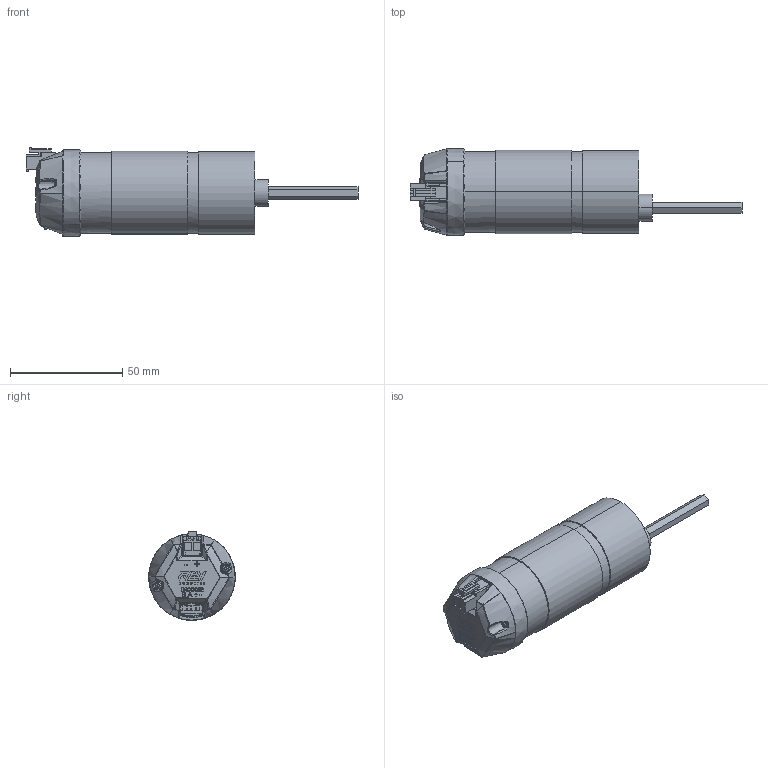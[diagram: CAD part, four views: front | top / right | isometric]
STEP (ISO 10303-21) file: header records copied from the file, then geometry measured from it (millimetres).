
FILE_DESCRIPTION (( 'STEP AP203' ), '1' );
FILE_NAME ('REV-41-1298.STEP', '2018-05-10T02:27:47', ( '' ), ( '' ), 'SwSTEP 2.0', 'SolidWorks 2017', '' );
FILE_SCHEMA (( 'CONFIG_CONTROL_DESIGN' ));
Length unit declared in the file: millimetre
Products named in the file (13): JST-PHR-4; HD Hex PCB assembly; REV-41-1298; HD Hex Encoder Baseplate; magnet; HD Hex PCB; JST-B4B-PH-K-S; pan cross head_am_B18.6.7M - M2 x 0.4 x 2.5 Type I Cross Recessed PHMS --2.5N; HD_hexmotor; 90190A051_PAN HEAD PHILLIPS SCREW FOR SHEET METAL_90190A051; HD Hex Encoder Case Top; JST-VHR-2N; JST-B2P-VH
Assembly tree (15 placements, depth 3):
  REV-41-1298
    HD Hex Encoder Baseplate
    HD Hex PCB assembly
      HD Hex PCB
      JST-B2P-VH
      JST-B4B-PH-K-S
      JST-VHR-2N
      JST-PHR-4
    magnet
    HD Hex Encoder Case Top
    HD_hexmotor
    90190A051_PAN HEAD PHILLIPS SCREW FOR SHEET METAL_90190A051  x2
    pan cross head_am_B18.6.7M - M2 x 0.4 x 2.5 Type I Cross Recessed PHMS --2.5N  x3
Bounding box: 148.2 x 38.66 x 39.58 mm (x, y, z)
Volume: 97267.2 mm3; surface area: 27167.1 mm2
Topology: 14 solids, 14 shells, 1791 faces, 4565 edges, 2868 vertices
Faces by surface type: plane 796, bspline 521, cylinder 260, cone 100, torus 72, sphere 42
Entity records: 67634 total; most frequent: CARTESIAN_POINT 30261, ORIENTED_EDGE 8390, DIRECTION 5970, EDGE_CURVE 4195, VERTEX_POINT 2651, VECTOR 2214, LINE 2214, AXIS2_PLACEMENT_3D 1878
